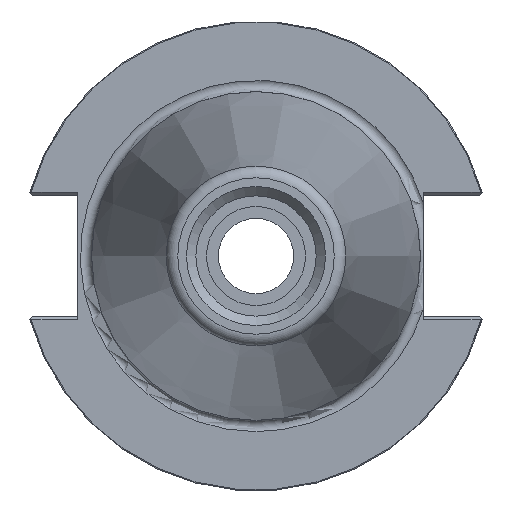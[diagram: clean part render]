
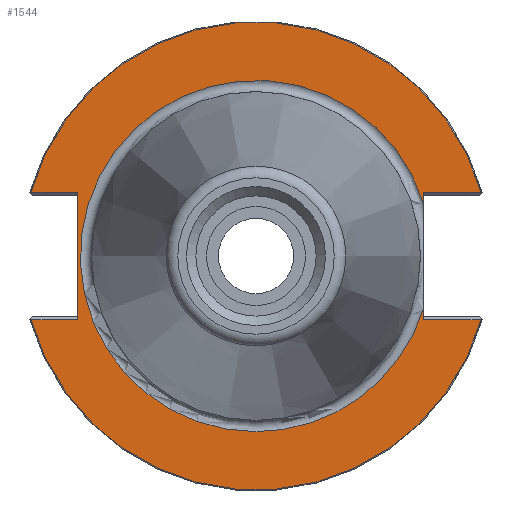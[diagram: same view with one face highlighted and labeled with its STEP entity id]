
A CAD part, left-side view. The second image highlights one B-rep face of the part: STEP entity #1544.
In plain terms, the highlighted planar face has unit normal (-1, 0, 0).
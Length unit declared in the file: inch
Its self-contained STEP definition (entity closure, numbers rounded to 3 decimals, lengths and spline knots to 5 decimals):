
#128=LINE('',#2244,#243);
#129=LINE('',#2266,#244);
#136=LINE('',#2318,#251);
#138=LINE('',#2322,#253);
#139=LINE('',#2324,#254);
#140=LINE('',#2326,#255);
#141=LINE('',#2329,#256);
#243=VECTOR('',#1838,0.0526);
#244=VECTOR('',#1839,0.0526);
#251=VECTOR('',#1858,0.30821);
#253=VECTOR('',#1862,0.24821);
#254=VECTOR('',#1863,0.67625);
#255=VECTOR('',#1864,0.24821);
#256=VECTOR('',#1867,0.30821);
#449=FACE_OUTER_BOUND('',#541,.T.);
#541=EDGE_LOOP('',(#1098,#1099,#1100,#1101,#1102,#1103,#1104,#1105,#1106,
#1107,#1108));
#637=CIRCLE('',#1667,1.245);
#639=CIRCLE('',#1673,1.245);
#640=CIRCLE('',#1674,0.93468);
#641=CIRCLE('',#1675,0.93468);
#701=VERTEX_POINT('',#2241);
#702=VERTEX_POINT('',#2243);
#703=VERTEX_POINT('',#2245);
#704=VERTEX_POINT('',#2265);
#708=VERTEX_POINT('',#2274);
#709=VERTEX_POINT('',#2283);
#716=VERTEX_POINT('',#2321);
#717=VERTEX_POINT('',#2323);
#718=VERTEX_POINT('',#2325);
#719=VERTEX_POINT('',#2327);
#720=VERTEX_POINT('',#2330);
#847=EDGE_CURVE('',#702,#701,#128,.T.);
#849=EDGE_CURVE('',#704,#703,#129,.T.);
#854=EDGE_CURVE('',#708,#709,#637,.T.);
#863=EDGE_CURVE('',#701,#709,#136,.T.);
#865=EDGE_CURVE('',#716,#708,#138,.T.);
#866=EDGE_CURVE('',#717,#716,#139,.T.);
#867=EDGE_CURVE('',#718,#717,#140,.T.);
#868=EDGE_CURVE('',#719,#718,#639,.T.);
#869=EDGE_CURVE('',#719,#704,#141,.T.);
#870=EDGE_CURVE('',#703,#720,#640,.T.);
#871=EDGE_CURVE('',#720,#702,#641,.T.);
#1098=ORIENTED_EDGE('',*,*,#854,.F.);
#1099=ORIENTED_EDGE('',*,*,#865,.F.);
#1100=ORIENTED_EDGE('',*,*,#866,.F.);
#1101=ORIENTED_EDGE('',*,*,#867,.F.);
#1102=ORIENTED_EDGE('',*,*,#868,.F.);
#1103=ORIENTED_EDGE('',*,*,#869,.T.);
#1104=ORIENTED_EDGE('',*,*,#849,.T.);
#1105=ORIENTED_EDGE('',*,*,#870,.T.);
#1106=ORIENTED_EDGE('',*,*,#871,.T.);
#1107=ORIENTED_EDGE('',*,*,#847,.T.);
#1108=ORIENTED_EDGE('',*,*,#863,.T.);
#1506=PLANE('',#1672);
#1544=ADVANCED_FACE('',(#449),#1506,.T.);
#1667=AXIS2_PLACEMENT_3D('',#2284,#1845,#1846);
#1672=AXIS2_PLACEMENT_3D('',#2320,#1860,#1861);
#1673=AXIS2_PLACEMENT_3D('',#2328,#1865,#1866);
#1674=AXIS2_PLACEMENT_3D('',#2331,#1868,#1869);
#1675=AXIS2_PLACEMENT_3D('',#2332,#1870,#1871);
#1838=DIRECTION('',(0.,0.,1.));
#1839=DIRECTION('',(0.,0.,1.));
#1845=DIRECTION('center_axis',(1.,0.,0.));
#1846=DIRECTION('ref_axis',(0.,0.,
1.));
#1858=DIRECTION('',(0.,-1.,0.));
#1860=DIRECTION('center_axis',(-1.,0.,0.));
#1861=DIRECTION('ref_axis',(0.,0.,1.));
#1862=DIRECTION('',(0.,1.,0.));
#1863=DIRECTION('',(0.,0.,1.));
#1864=DIRECTION('',(0.,-1.,0.));
#1865=DIRECTION('center_axis',(1.,0.,0.));
#1866=DIRECTION('ref_axis',(0.,0.,
-1.));
#1867=DIRECTION('',(0.,1.,0.));
#1868=DIRECTION('center_axis',(1.,0.,0.));
#1869=DIRECTION('ref_axis',(0.,0.,1.));
#1870=DIRECTION('center_axis',(1.,0.,0.));
#1871=DIRECTION('ref_axis',(0.,0.,1.));
#2241=CARTESIAN_POINT('',(-1.41763,-0.89,0.33813));
#2243=CARTESIAN_POINT('',(-1.41763,-0.89,0.28553));
#2244=CARTESIAN_POINT('',(-1.41763,-0.89,0.));
#2245=CARTESIAN_POINT('',(-1.41763,-0.89,-0.28553));
#2265=CARTESIAN_POINT('',(-1.41763,-0.89,-0.33813));
#2266=CARTESIAN_POINT('',(-1.41763,-0.89,0.));
#2274=CARTESIAN_POINT('',(-1.41763,1.19821,0.33813));
#2283=CARTESIAN_POINT('',(-1.41763,-1.19821,0.33813));
#2284=CARTESIAN_POINT('Origin',(-1.41763,0.,
0.));
#2318=CARTESIAN_POINT('',(-1.41763,-0.9025,0.33813));
#2320=CARTESIAN_POINT('Origin',(-1.41763,-0.875,0.));
#2321=CARTESIAN_POINT('',(-1.41763,0.95,0.33813));
#2322=CARTESIAN_POINT('',(-1.41763,0.0275,0.33813));
#2323=CARTESIAN_POINT('',(-1.41763,0.95,-0.33812));
#2324=CARTESIAN_POINT('',(-1.41763,0.95,-0.33812));
#2325=CARTESIAN_POINT('',(-1.41763,1.19821,-0.33813));
#2326=CARTESIAN_POINT('',(-1.41763,0.2775,-0.33813));
#2327=CARTESIAN_POINT('',(-1.41763,-1.19821,-0.33813));
#2328=CARTESIAN_POINT('Origin',(-1.41763,0.,
0.));
#2329=CARTESIAN_POINT('',(-1.41763,-0.9025,-0.33813));
#2330=CARTESIAN_POINT('',(-1.41763,0.,-0.93468));
#2331=CARTESIAN_POINT('Origin',(-1.41763,0.,
0.));
#2332=CARTESIAN_POINT('Origin',(-1.41763,0.,
0.));
